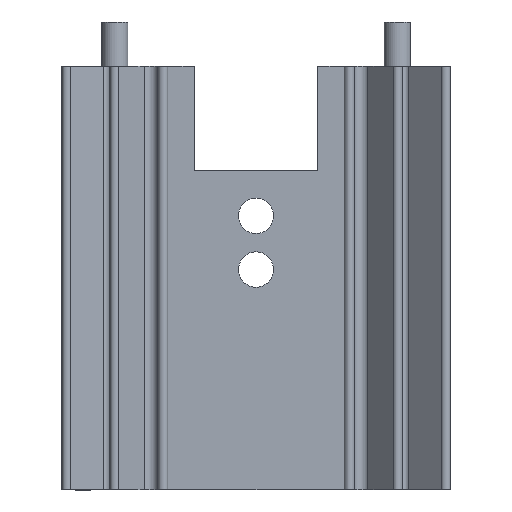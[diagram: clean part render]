
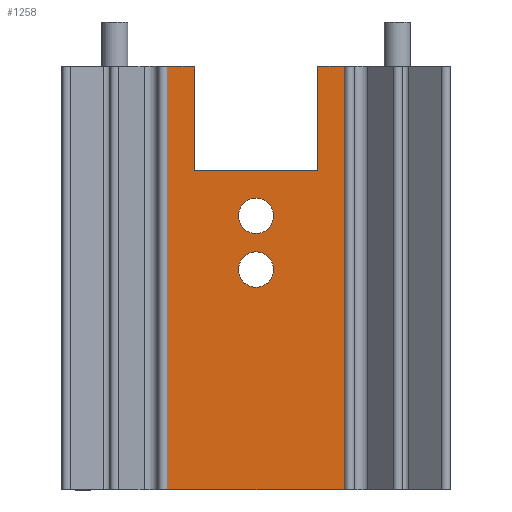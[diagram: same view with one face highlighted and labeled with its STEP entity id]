
A CAD part, front view. The second image highlights one B-rep face of the part: STEP entity #1258.
In plain terms, the highlighted planar face has unit normal (0, -1, 0).
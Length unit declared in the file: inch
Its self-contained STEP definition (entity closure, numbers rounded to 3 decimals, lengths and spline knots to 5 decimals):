
#8 = CARTESIAN_POINT ( 'NONE',  ( -0.0625, -0.031, -0.53 ) ) ;
#16 = DIRECTION ( 'NONE',  ( 1., 0., 0. ) ) ;
#18 = CARTESIAN_POINT ( 'NONE',  ( -0.0625, -0.031, -0.72 ) ) ;
#57 = CIRCLE ( 'NONE', #1171, 0.0625 ) ;
#94 = ORIENTED_EDGE ( 'NONE', *, *, #644, .T. ) ;
#104 = LINE ( 'NONE', #2492, #2052 ) ;
#158 = FACE_BOUND ( 'NONE', #2346, .T. ) ;
#191 = EDGE_CURVE ( 'NONE', #2952, #614, #2656, .T. ) ;
#196 = ORIENTED_EDGE ( 'NONE', *, *, #2781, .F. ) ;
#215 = DIRECTION ( 'NONE',  ( 0., 0., 1. ) ) ;
#295 = CIRCLE ( 'NONE', #2974, 0.0625 ) ;
#309 = EDGE_CURVE ( 'NONE', #586, #2236, #1881, .T. ) ;
#320 = LINE ( 'NONE', #3049, #2753 ) ;
#330 = ORIENTED_EDGE ( 'NONE', *, *, #1998, .F. ) ;
#331 = ORIENTED_EDGE ( 'NONE', *, *, #191, .F. ) ;
#386 = CARTESIAN_POINT ( 'NONE',  ( 0., -0.031, -0.53 ) ) ;
#393 = FACE_OUTER_BOUND ( 'NONE', #1533, .T. ) ;
#404 = PLANE ( 'NONE',  #1093 ) ;
#406 = VERTEX_POINT ( 'NONE', #2465 ) ;
#418 = DIRECTION ( 'NONE',  ( 0., -1., 0. ) ) ;
#459 = VERTEX_POINT ( 'NONE', #2387 ) ;
#464 = CARTESIAN_POINT ( 'NONE',  ( 0.3125, -0.031, -1.5 ) ) ;
#489 = CARTESIAN_POINT ( 'NONE',  ( 0., -0.031, 0. ) ) ;
#515 = CARTESIAN_POINT ( 'NONE',  ( -0.2185, -0.031, 0. ) ) ;
#517 = ORIENTED_EDGE ( 'NONE', *, *, #309, .F. ) ;
#559 = VECTOR ( 'NONE', #2159, 39.37008 ) ;
#586 = VERTEX_POINT ( 'NONE', #18 ) ;
#604 = VERTEX_POINT ( 'NONE', #2903 ) ;
#614 = VERTEX_POINT ( 'NONE', #515 ) ;
#629 = DIRECTION ( 'NONE',  ( 1., 0., 0. ) ) ;
#633 = DIRECTION ( 'NONE',  ( 0., -1., 0. ) ) ;
#644 = EDGE_CURVE ( 'NONE', #2001, #1926, #1022, .T. ) ;
#715 = CARTESIAN_POINT ( 'NONE',  ( -0.2185, -0.031, -2.5 ) ) ;
#779 = DIRECTION ( 'NONE',  ( 1., 0., 0. ) ) ;
#879 = CARTESIAN_POINT ( 'NONE',  ( 0.3125, -0.031, 0. ) ) ;
#932 = LINE ( 'NONE', #1426, #959 ) ;
#959 = VECTOR ( 'NONE', #1893, 39.37008 ) ;
#1007 = ORIENTED_EDGE ( 'NONE', *, *, #1689, .F. ) ;
#1022 = LINE ( 'NONE', #1457, #1327 ) ;
#1032 = CARTESIAN_POINT ( 'NONE',  ( -0.3125, -0.031, 0. ) ) ;
#1088 = DIRECTION ( 'NONE',  ( 0., 0., 1. ) ) ;
#1093 = AXIS2_PLACEMENT_3D ( 'NONE', #2590, #418, #1392 ) ;
#1171 = AXIS2_PLACEMENT_3D ( 'NONE', #386, #2537, #1769 ) ;
#1258 = ADVANCED_FACE ( 'NONE', ( #393, #1362, #158 ), #404, .T. ) ;
#1294 = CIRCLE ( 'NONE', #2864, 0.0625 ) ;
#1327 = VECTOR ( 'NONE', #2413, 39.37008 ) ;
#1362 = FACE_BOUND ( 'NONE', #2879, .T. ) ;
#1386 = EDGE_CURVE ( 'NONE', #406, #1605, #57, .T. ) ;
#1392 = DIRECTION ( 'NONE',  ( 0., 0., -1. ) ) ;
#1426 = CARTESIAN_POINT ( 'NONE',  ( 0., -0.031, -0.37008 ) ) ;
#1457 = CARTESIAN_POINT ( 'NONE',  ( 0.3125, -0.031, -2.5 ) ) ;
#1533 = EDGE_LOOP ( 'NONE', ( #2089, #94, #2312, #196, #2805, #1007, #331, #2065 ) ) ;
#1570 = VERTEX_POINT ( 'NONE', #1825 ) ;
#1579 = ORIENTED_EDGE ( 'NONE', *, *, #2397, .F. ) ;
#1605 = VERTEX_POINT ( 'NONE', #8 ) ;
#1671 = EDGE_CURVE ( 'NONE', #2001, #459, #2117, .T. ) ;
#1673 = CARTESIAN_POINT ( 'NONE',  ( 0.2185, -0.031, -2.5 ) ) ;
#1689 = EDGE_CURVE ( 'NONE', #614, #604, #2133, .T. ) ;
#1769 = DIRECTION ( 'NONE',  ( 1., 0., 0. ) ) ;
#1813 = CARTESIAN_POINT ( 'NONE',  ( 0.0625, -0.031, -0.72 ) ) ;
#1825 = CARTESIAN_POINT ( 'NONE',  ( 0.2185, -0.031, 0. ) ) ;
#1881 = CIRCLE ( 'NONE', #2390, 0.0625 ) ;
#1893 = DIRECTION ( 'NONE',  ( 1., 0., 0. ) ) ;
#1926 = VERTEX_POINT ( 'NONE', #879 ) ;
#1934 = EDGE_CURVE ( 'NONE', #604, #2358, #932, .T. ) ;
#1998 = EDGE_CURVE ( 'NONE', #1605, #406, #295, .T. ) ;
#2001 = VERTEX_POINT ( 'NONE', #2914 ) ;
#2052 = VECTOR ( 'NONE', #1088, 39.37008 ) ;
#2065 = ORIENTED_EDGE ( 'NONE', *, *, #2237, .F. ) ;
#2089 = ORIENTED_EDGE ( 'NONE', *, *, #1671, .F. ) ;
#2090 = ORIENTED_EDGE ( 'NONE', *, *, #1386, .F. ) ;
#2109 = DIRECTION ( 'NONE',  ( 1., 0., 0. ) ) ;
#2117 = LINE ( 'NONE', #464, #2275 ) ;
#2120 = CARTESIAN_POINT ( 'NONE',  ( 0.2185, -0.031, -0.37008 ) ) ;
#2133 = LINE ( 'NONE', #715, #559 ) ;
#2159 = DIRECTION ( 'NONE',  ( 0., 0., -1. ) ) ;
#2236 = VERTEX_POINT ( 'NONE', #1813 ) ;
#2237 = EDGE_CURVE ( 'NONE', #459, #2952, #104, .T. ) ;
#2275 = VECTOR ( 'NONE', #2881, 39.37008 ) ;
#2312 = ORIENTED_EDGE ( 'NONE', *, *, #3015, .F. ) ;
#2323 = CARTESIAN_POINT ( 'NONE',  ( 0., -0.031, -0.72 ) ) ;
#2346 = EDGE_LOOP ( 'NONE', ( #330, #2090 ) ) ;
#2358 = VERTEX_POINT ( 'NONE', #2120 ) ;
#2387 = CARTESIAN_POINT ( 'NONE',  ( -0.3125, -0.031, -1.5 ) ) ;
#2390 = AXIS2_PLACEMENT_3D ( 'NONE', #2540, #2941, #779 ) ;
#2397 = EDGE_CURVE ( 'NONE', #2236, #586, #1294, .T. ) ;
#2413 = DIRECTION ( 'NONE',  ( 0., 0., 1. ) ) ;
#2416 = DIRECTION ( 'NONE',  ( 1., 0., 0. ) ) ;
#2465 = CARTESIAN_POINT ( 'NONE',  ( 0.0625, -0.031, -0.53 ) ) ;
#2492 = CARTESIAN_POINT ( 'NONE',  ( -0.3125, -0.031, -2.5 ) ) ;
#2537 = DIRECTION ( 'NONE',  ( 0., -1., 0. ) ) ;
#2540 = CARTESIAN_POINT ( 'NONE',  ( 0., -0.031, -0.72 ) ) ;
#2590 = CARTESIAN_POINT ( 'NONE',  ( 0., -0.031, -2.5 ) ) ;
#2608 = LINE ( 'NONE', #1673, #2809 ) ;
#2656 = LINE ( 'NONE', #489, #2935 ) ;
#2753 = VECTOR ( 'NONE', #629, 39.37008 ) ;
#2781 = EDGE_CURVE ( 'NONE', #2358, #1570, #2608, .T. ) ;
#2805 = ORIENTED_EDGE ( 'NONE', *, *, #1934, .F. ) ;
#2809 = VECTOR ( 'NONE', #215, 39.37008 ) ;
#2864 = AXIS2_PLACEMENT_3D ( 'NONE', #2323, #633, #2109 ) ;
#2879 = EDGE_LOOP ( 'NONE', ( #517, #1579 ) ) ;
#2881 = DIRECTION ( 'NONE',  ( -1., 0., 0. ) ) ;
#2901 = DIRECTION ( 'NONE',  ( 0., -1., 0. ) ) ;
#2903 = CARTESIAN_POINT ( 'NONE',  ( -0.2185, -0.031, -0.37008 ) ) ;
#2914 = CARTESIAN_POINT ( 'NONE',  ( 0.3125, -0.031, -1.5 ) ) ;
#2935 = VECTOR ( 'NONE', #2416, 39.37008 ) ;
#2941 = DIRECTION ( 'NONE',  ( 0., -1., 0. ) ) ;
#2952 = VERTEX_POINT ( 'NONE', #1032 ) ;
#2974 = AXIS2_PLACEMENT_3D ( 'NONE', #3108, #2901, #16 ) ;
#3015 = EDGE_CURVE ( 'NONE', #1570, #1926, #320, .T. ) ;
#3049 = CARTESIAN_POINT ( 'NONE',  ( 0., -0.031, 0. ) ) ;
#3108 = CARTESIAN_POINT ( 'NONE',  ( 0., -0.031, -0.53 ) ) ;
